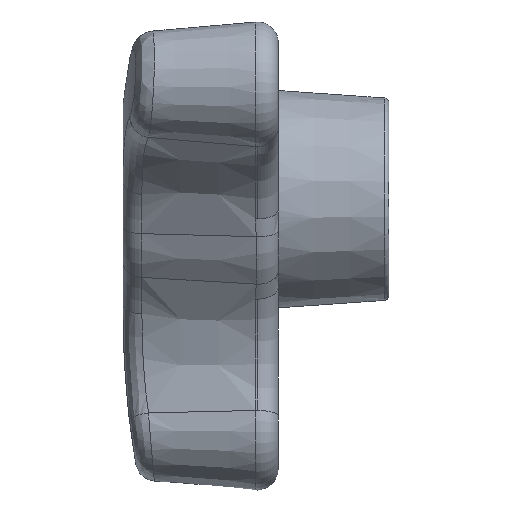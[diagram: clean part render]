
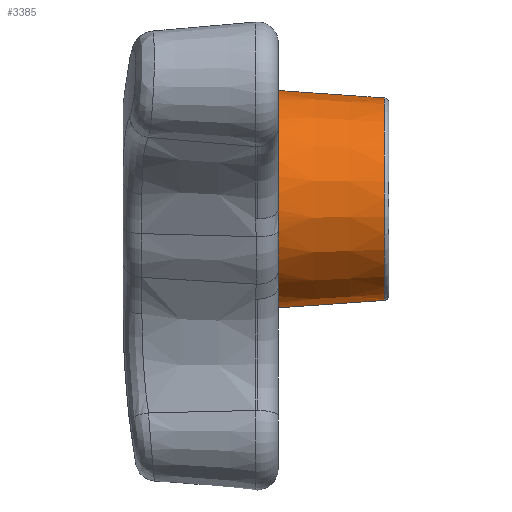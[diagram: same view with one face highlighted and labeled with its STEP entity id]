
A CAD part, left-side view. The second image highlights one B-rep face of the part: STEP entity #3385.
In plain terms, the highlighted conical face has half-angle 4 degrees and reference radius 10.5 mm.
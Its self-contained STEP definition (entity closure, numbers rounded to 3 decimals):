
#38 = DIRECTION ( 'NONE',  ( 0., 0., 1. ) ) ;
#191 = VERTEX_POINT ( 'NONE', #2075 ) ;
#201 = AXIS2_PLACEMENT_3D ( 'NONE', #3839, #1221, #5940 ) ;
#228 = ORIENTED_EDGE ( 'NONE', *, *, #1272, .T. ) ;
#231 = ORIENTED_EDGE ( 'NONE', *, *, #4456, .T. ) ;
#239 = CARTESIAN_POINT ( 'NONE',  ( 0., -15., 0. ) ) ;
#266 = CARTESIAN_POINT ( 'NONE',  ( -6.123, -15., -8.53 ) ) ;
#267 = CARTESIAN_POINT ( 'NONE',  ( 0., -15., 0. ) ) ;
#272 = CIRCLE ( 'NONE', #498, 10.5 ) ;
#331 = VERTEX_POINT ( 'NONE', #3424 ) ;
#429 = ORIENTED_EDGE ( 'NONE', *, *, #2490, .T. ) ;
#449 = ORIENTED_EDGE ( 'NONE', *, *, #1728, .F. ) ;
#498 = AXIS2_PLACEMENT_3D ( 'NONE', #267, #4873, #2260 ) ;
#544 = ORIENTED_EDGE ( 'NONE', *, *, #5752, .T. ) ;
#874 = LINE ( 'NONE', #4647, #1718 ) ;
#997 = CARTESIAN_POINT ( 'NONE',  ( 0., -15., -10.5 ) ) ;
#1033 = EDGE_CURVE ( 'NONE', #6467, #2806, #3713, .T. ) ;
#1076 = AXIS2_PLACEMENT_3D ( 'NONE', #1770, #5979, #4973 ) ;
#1221 = DIRECTION ( 'NONE',  ( 0., -1., 0. ) ) ;
#1237 = VERTEX_POINT ( 'NONE', #6464 ) ;
#1239 = AXIS2_PLACEMENT_3D ( 'NONE', #5629, #6208, #38 ) ;
#1272 = EDGE_CURVE ( 'NONE', #191, #1975, #5519, .T. ) ;
#1718 = VECTOR ( 'NONE', #5659, 1000. ) ;
#1728 = EDGE_CURVE ( 'NONE', #1237, #5913, #874, .T. ) ;
#1770 = CARTESIAN_POINT ( 'NONE',  ( 0., -25.235, 0. ) ) ;
#1975 = VERTEX_POINT ( 'NONE', #266 ) ;
#2075 = CARTESIAN_POINT ( 'NONE',  ( -7.727, -15., -7.109 ) ) ;
#2146 = EDGE_LOOP ( 'NONE', ( #231, #4285, #4976, #3264, #544, #429, #6367, #228, #6096, #449 ) ) ;
#2245 = FACE_OUTER_BOUND ( 'NONE', #2146, .T. ) ;
#2260 = DIRECTION ( 'NONE',  ( 0., 0., 1. ) ) ;
#2402 = CIRCLE ( 'NONE', #6591, 10.5 ) ;
#2490 = EDGE_CURVE ( 'NONE', #5606, #3271, #5418, .T. ) ;
#2512 = CARTESIAN_POINT ( 'NONE',  ( 0., -15., 0. ) ) ;
#2745 = EDGE_CURVE ( 'NONE', #2806, #331, #2781, .T. ) ;
#2781 = CIRCLE ( 'NONE', #4304, 10.5 ) ;
#2806 = VERTEX_POINT ( 'NONE', #5854 ) ;
#2911 = CARTESIAN_POINT ( 'NONE',  ( 0., -15., 0. ) ) ;
#2951 = DIRECTION ( 'NONE',  ( 0., 0., 1. ) ) ;
#3173 = CIRCLE ( 'NONE', #201, 10.5 ) ;
#3235 = DIRECTION ( 'NONE',  ( 0., -1., 0. ) ) ;
#3259 = DIRECTION ( 'NONE',  ( 0., -1., 0. ) ) ;
#3264 = ORIENTED_EDGE ( 'NONE', *, *, #2745, .T. ) ;
#3271 = VERTEX_POINT ( 'NONE', #6265 ) ;
#3339 = DIRECTION ( 'NONE',  ( 0., 0., 1. ) ) ;
#3385 = ADVANCED_FACE ( 'NONE', ( #2245 ), #5406, .T. ) ;
#3424 = CARTESIAN_POINT ( 'NONE',  ( -4.326, -15., 9.568 ) ) ;
#3509 = DIRECTION ( 'NONE',  ( 0., 0.998, 0.07 ) ) ;
#3669 = EDGE_CURVE ( 'NONE', #1975, #5913, #272, .T. ) ;
#3711 = CARTESIAN_POINT ( 'NONE',  ( 0., -15., 0. ) ) ;
#3713 = CIRCLE ( 'NONE', #4908, 10.5 ) ;
#3839 = CARTESIAN_POINT ( 'NONE',  ( 0., -15., 0. ) ) ;
#4041 = CIRCLE ( 'NONE', #1076, 9.784 ) ;
#4285 = ORIENTED_EDGE ( 'NONE', *, *, #6301, .T. ) ;
#4304 = AXIS2_PLACEMENT_3D ( 'NONE', #239, #3235, #3339 ) ;
#4322 = CARTESIAN_POINT ( 'NONE',  ( -10.449, -15., -1.038 ) ) ;
#4456 = EDGE_CURVE ( 'NONE', #1237, #6616, #4041, .T. ) ;
#4647 = CARTESIAN_POINT ( 'NONE',  ( 0., -15., -10.5 ) ) ;
#4785 = VECTOR ( 'NONE', #3509, 1000. ) ;
#4831 = DIRECTION ( 'NONE',  ( 0., 0., 1. ) ) ;
#4873 = DIRECTION ( 'NONE',  ( 0., -1., 0. ) ) ;
#4892 = DIRECTION ( 'NONE',  ( 0., 0., -1. ) ) ;
#4899 = CARTESIAN_POINT ( 'NONE',  ( 0., -15., 0. ) ) ;
#4908 = AXIS2_PLACEMENT_3D ( 'NONE', #3711, #3259, #4831 ) ;
#4973 = DIRECTION ( 'NONE',  ( 0., 0., 1. ) ) ;
#4976 = ORIENTED_EDGE ( 'NONE', *, *, #1033, .T. ) ;
#5045 = LINE ( 'NONE', #6054, #4785 ) ;
#5054 = DIRECTION ( 'NONE',  ( 0., -1., 0. ) ) ;
#5270 = EDGE_CURVE ( 'NONE', #3271, #191, #3173, .T. ) ;
#5406 = CONICAL_SURFACE ( 'NONE', #6290, 10.5, 0.07 ) ;
#5418 = CIRCLE ( 'NONE', #1239, 10.5 ) ;
#5513 = CARTESIAN_POINT ( 'NONE',  ( 0., -25.235, 9.784 ) ) ;
#5519 = CIRCLE ( 'NONE', #5849, 10.5 ) ;
#5580 = DIRECTION ( 'NONE',  ( 0., 0., 1. ) ) ;
#5606 = VERTEX_POINT ( 'NONE', #4322 ) ;
#5629 = CARTESIAN_POINT ( 'NONE',  ( 0., -15., 0. ) ) ;
#5659 = DIRECTION ( 'NONE',  ( 0., 0.998, -0.07 ) ) ;
#5752 = EDGE_CURVE ( 'NONE', #331, #5606, #2402, .T. ) ;
#5849 = AXIS2_PLACEMENT_3D ( 'NONE', #4899, #5978, #2951 ) ;
#5854 = CARTESIAN_POINT ( 'NONE',  ( -2.293, -15., 10.246 ) ) ;
#5913 = VERTEX_POINT ( 'NONE', #997 ) ;
#5940 = DIRECTION ( 'NONE',  ( 0., 0., 1. ) ) ;
#5978 = DIRECTION ( 'NONE',  ( 0., -1., 0. ) ) ;
#5979 = DIRECTION ( 'NONE',  ( 0., 1., 0. ) ) ;
#6054 = CARTESIAN_POINT ( 'NONE',  ( 0., -15., 10.5 ) ) ;
#6096 = ORIENTED_EDGE ( 'NONE', *, *, #3669, .T. ) ;
#6208 = DIRECTION ( 'NONE',  ( 0., -1., 0. ) ) ;
#6265 = CARTESIAN_POINT ( 'NONE',  ( -10.02, -15., -3.137 ) ) ;
#6290 = AXIS2_PLACEMENT_3D ( 'NONE', #2911, #6455, #4892 ) ;
#6301 = EDGE_CURVE ( 'NONE', #6616, #6467, #5045, .T. ) ;
#6367 = ORIENTED_EDGE ( 'NONE', *, *, #5270, .T. ) ;
#6455 = DIRECTION ( 'NONE',  ( 0., 1., 0. ) ) ;
#6464 = CARTESIAN_POINT ( 'NONE',  ( 0., -25.235, -9.784 ) ) ;
#6467 = VERTEX_POINT ( 'NONE', #6747 ) ;
#6591 = AXIS2_PLACEMENT_3D ( 'NONE', #2512, #5054, #5580 ) ;
#6616 = VERTEX_POINT ( 'NONE', #5513 ) ;
#6747 = CARTESIAN_POINT ( 'NONE',  ( 0., -15., 10.5 ) ) ;
